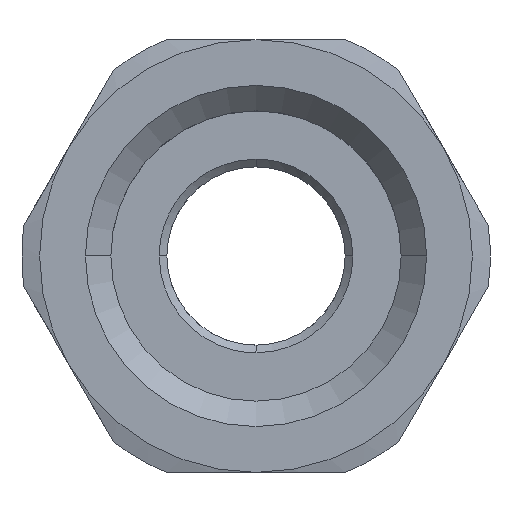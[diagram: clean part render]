
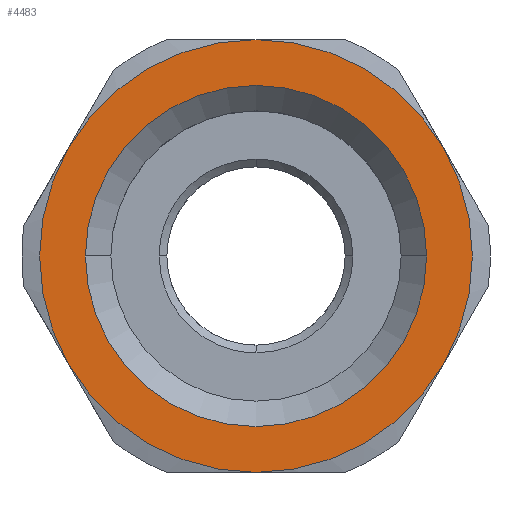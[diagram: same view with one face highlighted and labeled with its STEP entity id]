
A CAD part, front view. The second image highlights one B-rep face of the part: STEP entity #4483.
In plain terms, the highlighted planar face has unit normal (0, -1, 0).
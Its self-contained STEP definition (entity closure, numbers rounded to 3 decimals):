
#2203=CARTESIAN_POINT('Vertex',(7.361,5.,4.25)) ;
#2798=CARTESIAN_POINT('Axis2P3D Location',(0.,5.,0.)) ;
#2802=CARTESIAN_POINT('Vertex',(0.,5.,8.5)) ;
#2938=CARTESIAN_POINT('Axis2P3D Location',(0.,5.,0.)) ;
#2942=CARTESIAN_POINT('Vertex',(7.361,5.,-4.25)) ;
#4426=CARTESIAN_POINT('Axis2P3D Location',(0.,5.,0.)) ;
#4431=CARTESIAN_POINT('Axis2P3D Location',(0.,5.,0.)) ;
#4435=CARTESIAN_POINT('Vertex',(-7.361,5.,4.25)) ;
#4438=CARTESIAN_POINT('Axis2P3D Location',(0.,5.,0.)) ;
#4442=CARTESIAN_POINT('Vertex',(-7.361,5.,-4.25)) ;
#4445=CARTESIAN_POINT('Axis2P3D Location',(0.,5.,0.)) ;
#4449=CARTESIAN_POINT('Vertex',(0.,5.,-8.5)) ;
#4452=CARTESIAN_POINT('Axis2P3D Location',(0.,5.,0.)) ;
#4465=CARTESIAN_POINT('Axis2P3D Location',(0.,5.,0.)) ;
#4469=CARTESIAN_POINT('Vertex',(6.7,5.,0.)) ;
#4471=CARTESIAN_POINT('Vertex',(-6.7,5.,0.)) ;
#4474=CARTESIAN_POINT('Axis2P3D Location',(0.,5.,0.)) ;
#2799=DIRECTION('Axis2P3D Direction',(0.,1.,0.)) ;
#2939=DIRECTION('Axis2P3D Direction',(0.,1.,0.)) ;
#4427=DIRECTION('Axis2P3D Direction',(0.,1.,0.)) ;
#4428=DIRECTION('Axis2P3D XDirection',(0.,0.,1.)) ;
#4432=DIRECTION('Axis2P3D Direction',(0.,1.,0.)) ;
#4439=DIRECTION('Axis2P3D Direction',(0.,1.,0.)) ;
#4446=DIRECTION('Axis2P3D Direction',(0.,1.,0.)) ;
#4453=DIRECTION('Axis2P3D Direction',(0.,1.,0.)) ;
#4466=DIRECTION('Axis2P3D Direction',(0.,1.,0.)) ;
#4475=DIRECTION('Axis2P3D Direction',(0.,1.,0.)) ;
#2800=AXIS2_PLACEMENT_3D('Circle Axis2P3D',#2798,#2799,$) ;
#2940=AXIS2_PLACEMENT_3D('Circle Axis2P3D',#2938,#2939,$) ;
#4429=AXIS2_PLACEMENT_3D('Plane Axis2P3D',#4426,#4427,#4428) ;
#4433=AXIS2_PLACEMENT_3D('Circle Axis2P3D',#4431,#4432,$) ;
#4440=AXIS2_PLACEMENT_3D('Circle Axis2P3D',#4438,#4439,$) ;
#4447=AXIS2_PLACEMENT_3D('Circle Axis2P3D',#4445,#4446,$) ;
#4454=AXIS2_PLACEMENT_3D('Circle Axis2P3D',#4452,#4453,$) ;
#4467=AXIS2_PLACEMENT_3D('Circle Axis2P3D',#4465,#4466,$) ;
#4476=AXIS2_PLACEMENT_3D('Circle Axis2P3D',#4474,#4475,$) ;
#4458=ORIENTED_EDGE('',*,*,#4437,.F.) ;
#4459=ORIENTED_EDGE('',*,*,#4444,.F.) ;
#4460=ORIENTED_EDGE('',*,*,#4451,.F.) ;
#4461=ORIENTED_EDGE('',*,*,#4456,.F.) ;
#4462=ORIENTED_EDGE('',*,*,#2944,.F.) ;
#4463=ORIENTED_EDGE('',*,*,#2804,.F.) ;
#4480=ORIENTED_EDGE('',*,*,#4473,.T.) ;
#4481=ORIENTED_EDGE('',*,*,#4478,.T.) ;
#4482=FACE_BOUND('',#4479,.T.) ;
#4483=ADVANCED_FACE('PN463B-10G14',(#4464,#4482),#4430,.F.) ;
#2801=CIRCLE('generated circle',#2800,8.5) ;
#2941=CIRCLE('generated circle',#2940,8.5) ;
#4434=CIRCLE('generated circle',#4433,8.5) ;
#4441=CIRCLE('generated circle',#4440,8.5) ;
#4448=CIRCLE('generated circle',#4447,8.5) ;
#4455=CIRCLE('generated circle',#4454,8.5) ;
#4468=CIRCLE('generated circle',#4467,6.7) ;
#4477=CIRCLE('generated circle',#4476,6.7) ;
#2804=EDGE_CURVE('',#2803,#2204,#2801,.T.) ;
#2944=EDGE_CURVE('',#2204,#2943,#2941,.T.) ;
#4437=EDGE_CURVE('',#4436,#2803,#4434,.T.) ;
#4444=EDGE_CURVE('',#4443,#4436,#4441,.T.) ;
#4451=EDGE_CURVE('',#4450,#4443,#4448,.T.) ;
#4456=EDGE_CURVE('',#2943,#4450,#4455,.T.) ;
#4473=EDGE_CURVE('',#4470,#4472,#4468,.T.) ;
#4478=EDGE_CURVE('',#4472,#4470,#4477,.T.) ;
#4457=EDGE_LOOP('',(#4458,#4459,#4460,#4461,#4462,#4463)) ;
#4479=EDGE_LOOP('',(#4480,#4481)) ;
#4464=FACE_OUTER_BOUND('',#4457,.T.) ;
#4430=PLANE('',#4429) ;
#2204=VERTEX_POINT('',#2203) ;
#2803=VERTEX_POINT('',#2802) ;
#2943=VERTEX_POINT('',#2942) ;
#4436=VERTEX_POINT('',#4435) ;
#4443=VERTEX_POINT('',#4442) ;
#4450=VERTEX_POINT('',#4449) ;
#4470=VERTEX_POINT('',#4469) ;
#4472=VERTEX_POINT('',#4471) ;
